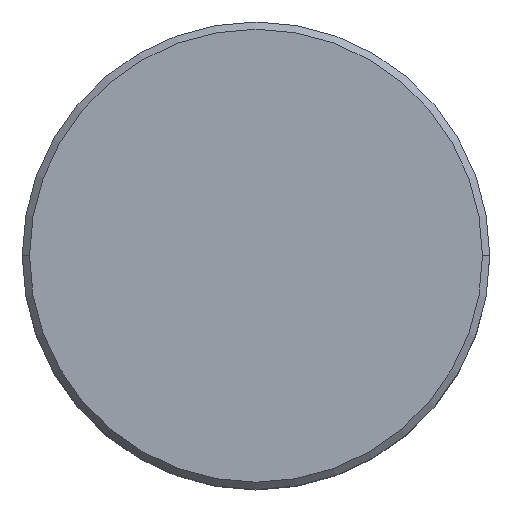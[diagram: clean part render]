
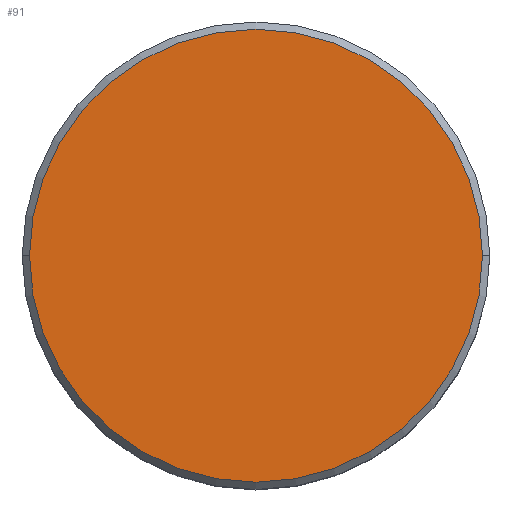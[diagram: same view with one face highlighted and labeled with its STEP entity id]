
A CAD part, top view. The second image highlights one B-rep face of the part: STEP entity #91.
In plain terms, the highlighted planar face has unit normal (0, 0, 1).
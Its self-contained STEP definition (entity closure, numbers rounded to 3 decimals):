
#49 = EDGE_CURVE ( 'NONE', #52, #96, #228, .T. ) ;
#52 = VERTEX_POINT ( 'NONE', #216 ) ;
#86 = ORIENTED_EDGE ( 'NONE', *, *, #49, .T. ) ;
#91 = ADVANCED_FACE ( 'NONE', ( #316 ), #311, .T. ) ;
#93 = EDGE_LOOP ( 'NONE', ( #122, #86 ) ) ;
#96 = VERTEX_POINT ( 'NONE', #261 ) ;
#122 = ORIENTED_EDGE ( 'NONE', *, *, #152, .T. ) ;
#152 = EDGE_CURVE ( 'NONE', #96, #52, #416, .T. ) ;
#210 = DIRECTION ( 'NONE',  ( 1., 0., 0. ) ) ;
#211 = DIRECTION ( 'NONE',  ( 0., 0., 1. ) ) ;
#212 = CARTESIAN_POINT ( 'NONE',  ( 0., 0., 0. ) ) ;
#213 = AXIS2_PLACEMENT_3D ( 'NONE', #212, #211, #210 ) ;
#216 = CARTESIAN_POINT ( 'NONE',  ( 15.5, 0., 0. ) ) ;
#228 = CIRCLE ( 'NONE', #213, 15.5 ) ;
#261 = CARTESIAN_POINT ( 'NONE',  ( -15.5, 0., 0. ) ) ;
#307 = DIRECTION ( 'NONE',  ( 1., 0., 0. ) ) ;
#308 = DIRECTION ( 'NONE',  ( 0., 0., 1. ) ) ;
#311 = PLANE ( 'NONE',  #315 ) ;
#314 = CARTESIAN_POINT ( 'NONE',  ( 0., 0., 0. ) ) ;
#315 = AXIS2_PLACEMENT_3D ( 'NONE', #314, #308, #307 ) ;
#316 = FACE_OUTER_BOUND ( 'NONE', #93, .T. ) ;
#408 = DIRECTION ( 'NONE',  ( 1., 0., 0. ) ) ;
#409 = DIRECTION ( 'NONE',  ( 0., 0., 1. ) ) ;
#410 = CARTESIAN_POINT ( 'NONE',  ( 0., 0., 0. ) ) ;
#411 = AXIS2_PLACEMENT_3D ( 'NONE', #410, #409, #408 ) ;
#416 = CIRCLE ( 'NONE', #411, 15.5 ) ;
